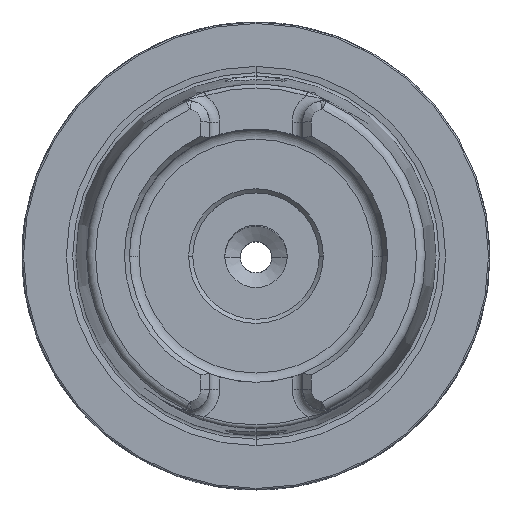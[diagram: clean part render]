
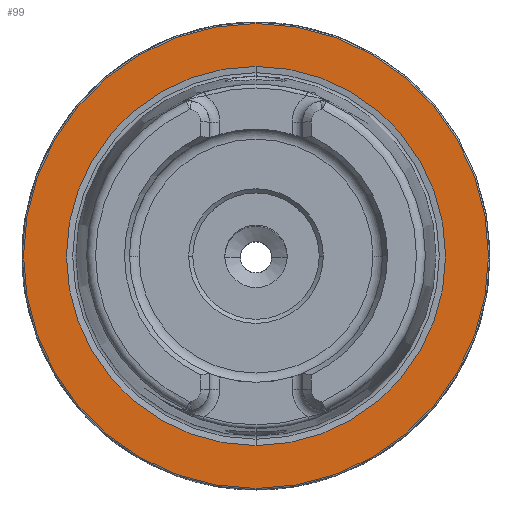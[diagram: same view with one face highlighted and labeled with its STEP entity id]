
A CAD part, top view. The second image highlights one B-rep face of the part: STEP entity #99.
In plain terms, the highlighted planar face has unit normal (0, 0, 1).
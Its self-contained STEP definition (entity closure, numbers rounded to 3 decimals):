
#75 = ORIENTED_EDGE ( 'NONE', *, *, #11058, .T. ) ;
#99 = ADVANCED_FACE ( 'NONE', ( #6451, #11434 ), #10546, .T. ) ;
#350 = VERTEX_POINT ( 'NONE', #4984 ) ;
#598 = EDGE_LOOP ( 'NONE', ( #6347, #1111 ) ) ;
#1054 = CARTESIAN_POINT ( 'NONE',  ( 0., 0., 0. ) ) ;
#1111 = ORIENTED_EDGE ( 'NONE', *, *, #5150, .T. ) ;
#2022 = DIRECTION ( 'NONE',  ( 0., 1., 0. ) ) ;
#2498 = CARTESIAN_POINT ( 'NONE',  ( 0., 25.5, 0. ) ) ;
#2808 = CIRCLE ( 'NONE', #8028, 25.5 ) ;
#2934 = CIRCLE ( 'NONE', #11859, 31.27 ) ;
#2971 = DIRECTION ( 'NONE',  ( 0., 0., 1. ) ) ;
#3134 = CIRCLE ( 'NONE', #8486, 25.5 ) ;
#3484 = CARTESIAN_POINT ( 'NONE',  ( 0., 0., 0. ) ) ;
#3910 = CARTESIAN_POINT ( 'NONE',  ( 0., 0., 0. ) ) ;
#4382 = EDGE_CURVE ( 'NONE', #7826, #5467, #3134, .T. ) ;
#4413 = DIRECTION ( 'NONE',  ( 0., -1., 0. ) ) ;
#4866 = DIRECTION ( 'NONE',  ( 0., 1., 0. ) ) ;
#4984 = CARTESIAN_POINT ( 'NONE',  ( 0., -31.27, 0. ) ) ;
#5150 = EDGE_CURVE ( 'NONE', #5467, #7826, #2808, .T. ) ;
#5467 = VERTEX_POINT ( 'NONE', #2498 ) ;
#6347 = ORIENTED_EDGE ( 'NONE', *, *, #4382, .T. ) ;
#6451 = FACE_OUTER_BOUND ( 'NONE', #7296, .T. ) ;
#6501 = CIRCLE ( 'NONE', #10357, 31.27 ) ;
#6885 = AXIS2_PLACEMENT_3D ( 'NONE', #10916, #7039, #10715 ) ;
#7039 = DIRECTION ( 'NONE',  ( 0., 0., 1. ) ) ;
#7296 = EDGE_LOOP ( 'NONE', ( #75, #8250 ) ) ;
#7347 = EDGE_CURVE ( 'NONE', #11607, #350, #2934, .T. ) ;
#7721 = DIRECTION ( 'NONE',  ( 0., 0., -1. ) ) ;
#7826 = VERTEX_POINT ( 'NONE', #10042 ) ;
#7951 = CARTESIAN_POINT ( 'NONE',  ( 0., 31.27, 0. ) ) ;
#8028 = AXIS2_PLACEMENT_3D ( 'NONE', #1054, #7721, #2022 ) ;
#8250 = ORIENTED_EDGE ( 'NONE', *, *, #7347, .T. ) ;
#8486 = AXIS2_PLACEMENT_3D ( 'NONE', #3910, #10468, #4866 ) ;
#8617 = CARTESIAN_POINT ( 'NONE',  ( 0., 0., 0. ) ) ;
#9537 = DIRECTION ( 'NONE',  ( 0., -1., 0. ) ) ;
#10007 = DIRECTION ( 'NONE',  ( 0., 0., 1. ) ) ;
#10042 = CARTESIAN_POINT ( 'NONE',  ( 0., -25.5, 0. ) ) ;
#10357 = AXIS2_PLACEMENT_3D ( 'NONE', #8617, #2971, #9537 ) ;
#10468 = DIRECTION ( 'NONE',  ( 0., 0., -1. ) ) ;
#10546 = PLANE ( 'NONE',  #6885 ) ;
#10715 = DIRECTION ( 'NONE',  ( 0., -1., 0. ) ) ;
#10916 = CARTESIAN_POINT ( 'NONE',  ( 0., 31.47, 0. ) ) ;
#11058 = EDGE_CURVE ( 'NONE', #350, #11607, #6501, .T. ) ;
#11434 = FACE_BOUND ( 'NONE', #598, .T. ) ;
#11607 = VERTEX_POINT ( 'NONE', #7951 ) ;
#11859 = AXIS2_PLACEMENT_3D ( 'NONE', #3484, #10007, #4413 ) ;
